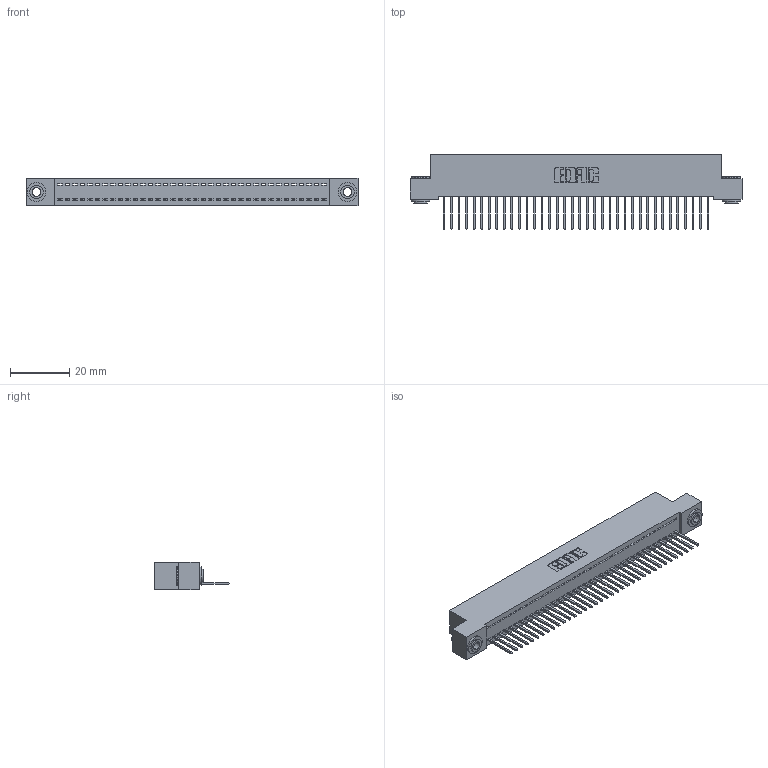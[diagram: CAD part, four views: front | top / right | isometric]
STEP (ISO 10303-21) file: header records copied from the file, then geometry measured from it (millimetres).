
FILE_DESCRIPTION (( 'STEP AP203' ), '1' );
FILE_NAME ('342-036-523-103.STEP', '2019-10-02T13:15:11', ( '' ), ( '' ), 'SwSTEP 2.0', 'SolidWorks 2016', '' );
FILE_SCHEMA (( 'CONFIG_CONTROL_DESIGN' ));
Length unit declared in the file: inch
Products named in the file (4): 342 Part_.156 TH; 345-292-001_345-293-123; 342-250-002_345-250-002-102; 342-036-523-103
Assembly tree (39 placements, depth 2):
  342-036-523-103
    342 Part_.156 TH
    345-292-001_345-293-123  x36
    342-250-002_345-250-002-102  x2
Bounding box: 111.76 x 25.15 x 9.4 mm (x, y, z)
Volume: 9785.9 mm3; surface area: 14518.6 mm2
Topology: 39 solids, 39 shells, 2236 faces, 6711 edges, 4422 vertices
Faces by surface type: plane 1588, cylinder 640, cone 8
Entity records: 23320 total; most frequent: CARTESIAN_POINT 4001, ORIENTED_EDGE 3966, DIRECTION 3421, EDGE_CURVE 1983, VECTOR 1831, LINE 1831, VERTEX_POINT 1318, AXIS2_PLACEMENT_3D 795
